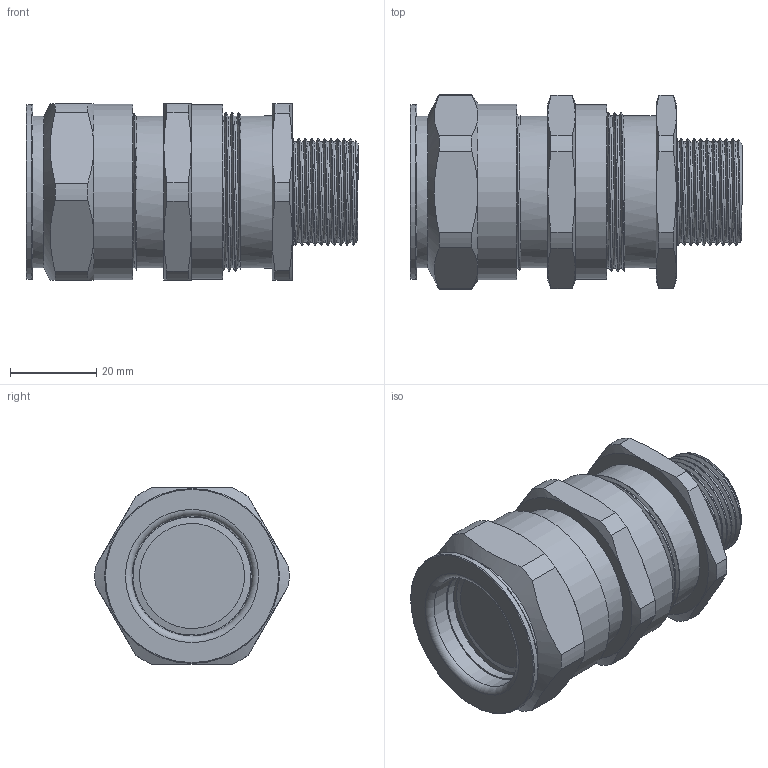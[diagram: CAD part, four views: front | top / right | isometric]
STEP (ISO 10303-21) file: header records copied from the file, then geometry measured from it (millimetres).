
FILE_DESCRIPTION(/* description */ ('ADE-4F M32x1,5'),/* implementation_level */ '2;1');
FILE_NAME(/* name */ '00846704V1-RST.stp',/* time_stamp */ '2020-03-12T15:17:33+01:00',/* author */ ('sl'),/* organization */ (''),/* preprocessor_version */ 'ST-DEVELOPER v16.5',/* originating_system */ 'Autodesk Inventor 2017',/* authorisation */ '');
FILE_SCHEMA (('AUTOMOTIVE_DESIGN { 1 0 10303 214 3 1 1 }'));
Length unit declared in the file: millimetre
Products named in the file (9): 00846704V1; 00846704V1_1; 00846704V1_2; 00846704V1_3; 00846704V1_4; 00846704V1_5; 00846704V1_6; 00846704V1_7; 00846704V1_8
Assembly tree (8 placements, depth 2):
  00846704V1
    00846704V1_1
    00846704V1_2
    00846704V1_3
    00846704V1_4
    00846704V1_5
    00846704V1_6
    00846704V1_7
    00846704V1_8
Bounding box: 77.11 x 45.11 x 41 mm (x, y, z)
Volume: 41448.7 mm3; surface area: 40235.9 mm2
Topology: 10 solids, 10 shells, 221 faces, 479 edges, 299 vertices
Faces by surface type: cylinder 82, plane 63, cone 48, torus 18, bspline 10
Full cylindrical faces by diameter (mm): 20.7 x1, 21 x1, 21.13 x1, 22.95 x1, 23 x1, 24.62 x1, 24.9 x1, 25.24 x1, 25.33 x1, 26.88 x1, 27.05 x2, 27.49 x1, 27.51 x1, 27.94 x1, 29.42 x1, 29.9 x1, 30 x1, 30.58 x1, 31.78 x1, 31.84 x1, 32.09 x1, 32.3 x1, 33.07 x1, 34.74 x1, 34.96 x1, 35.17 x4, 35.2 x1, 35.338 x4, 35.4 x9, 35.52 x7
Entity records: 11399 total; most frequent: CARTESIAN_POINT 7388, DIRECTION 822, ORIENTED_EDGE 662, AXIS2_PLACEMENT_3D 393, EDGE_CURVE 329, EDGE_LOOP 308, VERTEX_POINT 243, FACE_OUTER_BOUND 199
